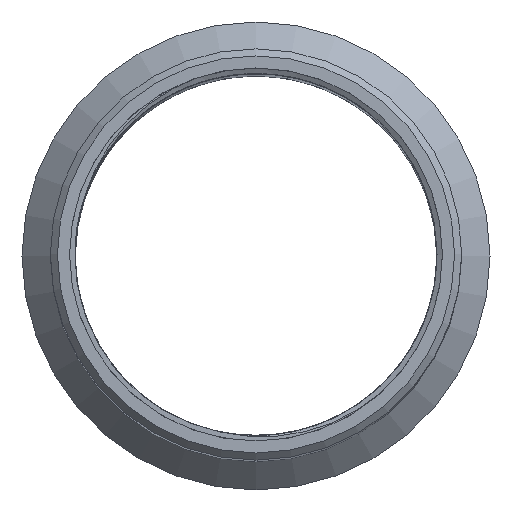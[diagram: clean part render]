
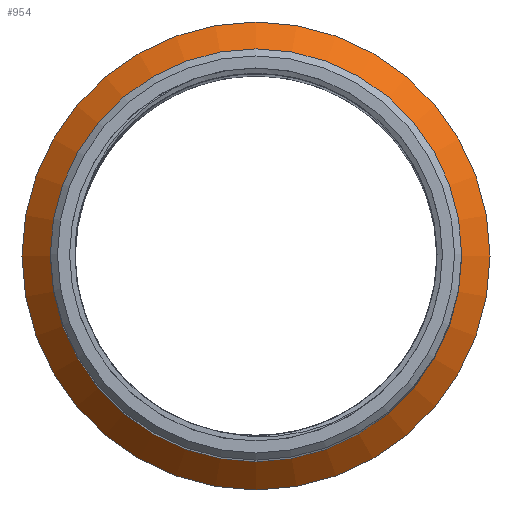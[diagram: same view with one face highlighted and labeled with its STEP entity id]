
A CAD part, top view. The second image highlights one B-rep face of the part: STEP entity #954.
In plain terms, the highlighted conical face has half-angle 45 degrees and reference radius 15.5 mm.
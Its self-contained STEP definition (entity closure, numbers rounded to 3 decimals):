
#34=CONICAL_SURFACE('',#1050,15.5,0.785);
#85=FACE_OUTER_BOUND('',#141,.T.);
#141=EDGE_LOOP('',(#851,#852,#853,#854,#855));
#164=CIRCLE('',#1022,14.5);
#165=CIRCLE('',#1023,14.5);
#175=CIRCLE('',#1047,16.5);
#291=LINE('',#5534,#328);
#328=VECTOR('',#1250,15.5);
#409=VERTEX_POINT('',#2759);
#410=VERTEX_POINT('',#2761);
#422=VERTEX_POINT('',#5526);
#529=EDGE_CURVE('',#409,#410,#164,.T.);
#530=EDGE_CURVE('',#410,#409,#165,.T.);
#566=EDGE_CURVE('',#422,#422,#175,.T.);
#570=EDGE_CURVE('',#410,#422,#291,.T.);
#851=ORIENTED_EDGE('',*,*,#529,.F.);
#852=ORIENTED_EDGE('',*,*,#530,.F.);
#853=ORIENTED_EDGE('',*,*,#570,.T.);
#854=ORIENTED_EDGE('',*,*,#566,.T.);
#855=ORIENTED_EDGE('',*,*,#570,.F.);
#954=ADVANCED_FACE('',(#85),#34,.T.);
#1022=AXIS2_PLACEMENT_3D('',#2762,#1189,#1190);
#1023=AXIS2_PLACEMENT_3D('',#2763,#1191,#1192);
#1047=AXIS2_PLACEMENT_3D('',#5527,#1241,#1242);
#1050=AXIS2_PLACEMENT_3D('',#5533,#1248,#1249);
#1189=DIRECTION('center_axis',(0.,0.,1.));
#1190=DIRECTION('ref_axis',(-1.,0.,0.));
#1191=DIRECTION('center_axis',(0.,0.,1.));
#1192=DIRECTION('ref_axis',(-1.,0.,0.));
#1241=DIRECTION('center_axis',(0.,0.,1.));
#1242=DIRECTION('ref_axis',(1.,0.,0.));
#1248=DIRECTION('center_axis',(0.,0.,-1.));
#1249=DIRECTION('ref_axis',(1.,0.,0.));
#1250=DIRECTION('',(-0.707,0.,-0.707));
#2759=CARTESIAN_POINT('',(14.5,0.,-69.85));
#2761=CARTESIAN_POINT('',(-14.5,0.,-69.85));
#2762=CARTESIAN_POINT('Origin',(0.,0.,-69.85));
#2763=CARTESIAN_POINT('Origin',(0.,0.,-69.85));
#5526=CARTESIAN_POINT('',(-16.5,0.,-71.85));
#5527=CARTESIAN_POINT('Origin',(0.,0.,-71.85));
#5533=CARTESIAN_POINT('Origin',(0.,0.,-70.85));
#5534=CARTESIAN_POINT('',(-15.5,0.,-70.85));
